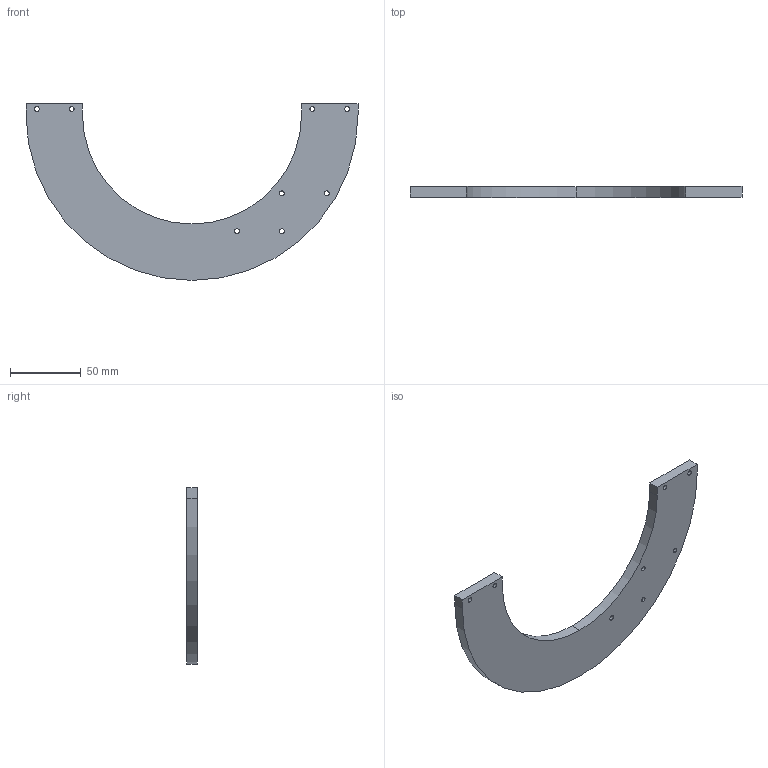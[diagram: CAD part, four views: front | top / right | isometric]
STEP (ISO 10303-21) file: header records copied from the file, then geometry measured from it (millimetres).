
FILE_DESCRIPTION (( 'STEP AP203' ), '1' );
FILE_NAME ('outer_sides_half_circle.STEP', '2018-10-03T18:03:52', ( '' ), ( '' ), 'SwSTEP 2.0', 'SolidWorks 2018', '' );
FILE_SCHEMA (( 'CONFIG_CONTROL_DESIGN' ));
Length unit declared in the file: inch
Products named in the file (1): outer_sides_half_circle
Bounding box: 234.63 x 7.62 x 124.94 mm (x, y, z)
Volume: 97002.7 mm3; surface area: 31633.5 mm2
Topology: 1 solids, 1 shells, 28 faces, 78 edges, 52 vertices
Faces by surface type: cylinder 20, plane 8
Entity records: 1033 total; most frequent: DIRECTION 176, CARTESIAN_POINT 159, ORIENTED_EDGE 156, EDGE_CURVE 78, AXIS2_PLACEMENT_3D 69, VERTEX_POINT 52, EDGE_LOOP 44, CIRCLE 40
